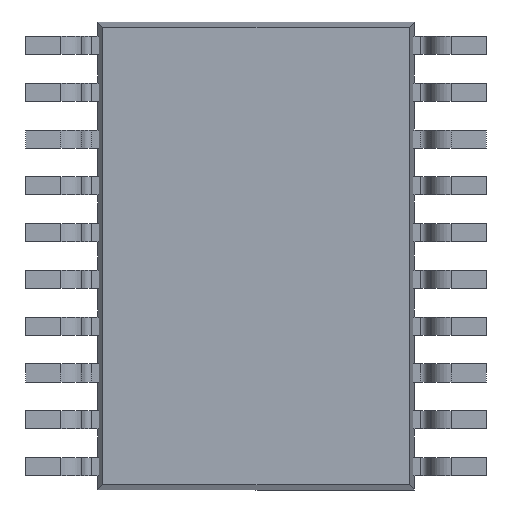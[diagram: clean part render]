
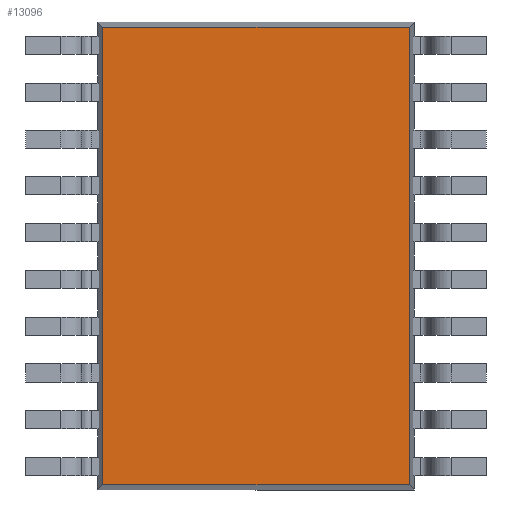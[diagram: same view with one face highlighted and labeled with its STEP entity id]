
A CAD part, front view. The second image highlights one B-rep face of the part: STEP entity #13096.
In plain terms, the highlighted planar face has unit normal (0, -1, 0).
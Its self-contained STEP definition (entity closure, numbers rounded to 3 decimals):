
#91 = AXIS2_PLACEMENT_3D ( 'NONE', #8956, #4286, #15299 ) ;
#248 = ORIENTED_EDGE ( 'NONE', *, *, #6216, .F. ) ;
#673 = VERTEX_POINT ( 'NONE', #15804 ) ;
#797 = LINE ( 'NONE', #12927, #17087 ) ;
#811 = VECTOR ( 'NONE', #5844, 1000. ) ;
#2203 = ORIENTED_EDGE ( 'NONE', *, *, #9028, .F. ) ;
#4169 = CARTESIAN_POINT ( 'NONE',  ( 2.13, 0.05, 3.18 ) ) ;
#4286 = DIRECTION ( 'NONE',  ( 0., 1., 0. ) ) ;
#5062 = DIRECTION ( 'NONE',  ( 0., 0., -1. ) ) ;
#5503 = LINE ( 'NONE', #13735, #811 ) ;
#5844 = DIRECTION ( 'NONE',  ( -1., 0., 0. ) ) ;
#6216 = EDGE_CURVE ( 'NONE', #673, #18196, #7824, .T. ) ;
#7668 = EDGE_LOOP ( 'NONE', ( #248, #9374, #17422, #2203 ) ) ;
#7745 = CARTESIAN_POINT ( 'NONE',  ( -2.2, 0.05, 3.18 ) ) ;
#7824 = LINE ( 'NONE', #16016, #18729 ) ;
#8135 = DIRECTION ( 'NONE',  ( 0., 0., 1. ) ) ;
#8956 = CARTESIAN_POINT ( 'NONE',  ( -2.2, 0.05, -3.25 ) ) ;
#9028 = EDGE_CURVE ( 'NONE', #18196, #18742, #9243, .T. ) ;
#9098 = CARTESIAN_POINT ( 'NONE',  ( 2.13, 0.05, -3.18 ) ) ;
#9243 = LINE ( 'NONE', #7745, #17653 ) ;
#9374 = ORIENTED_EDGE ( 'NONE', *, *, #15774, .F. ) ;
#9718 = FACE_OUTER_BOUND ( 'NONE', #7668, .T. ) ;
#12927 = CARTESIAN_POINT ( 'NONE',  ( 2.13, 0.05, -3.25 ) ) ;
#13096 = ADVANCED_FACE ( 'NONE', ( #9718 ), #18432, .F. ) ;
#13735 = CARTESIAN_POINT ( 'NONE',  ( -2.2, 0.05, -3.18 ) ) ;
#15299 = DIRECTION ( 'NONE',  ( 0., 0., 1. ) ) ;
#15774 = EDGE_CURVE ( 'NONE', #15822, #673, #5503, .T. ) ;
#15804 = CARTESIAN_POINT ( 'NONE',  ( -2.13, 0.05, -3.18 ) ) ;
#15822 = VERTEX_POINT ( 'NONE', #9098 ) ;
#16016 = CARTESIAN_POINT ( 'NONE',  ( -2.13, 0.05, -3.25 ) ) ;
#17087 = VECTOR ( 'NONE', #5062, 1000. ) ;
#17422 = ORIENTED_EDGE ( 'NONE', *, *, #18535, .F. ) ;
#17653 = VECTOR ( 'NONE', #18798, 1000. ) ;
#18196 = VERTEX_POINT ( 'NONE', #19916 ) ;
#18432 = PLANE ( 'NONE',  #91 ) ;
#18535 = EDGE_CURVE ( 'NONE', #18742, #15822, #797, .T. ) ;
#18729 = VECTOR ( 'NONE', #8135, 1000. ) ;
#18742 = VERTEX_POINT ( 'NONE', #4169 ) ;
#18798 = DIRECTION ( 'NONE',  ( 1., 0., 0. ) ) ;
#19916 = CARTESIAN_POINT ( 'NONE',  ( -2.13, 0.05, 3.18 ) ) ;
